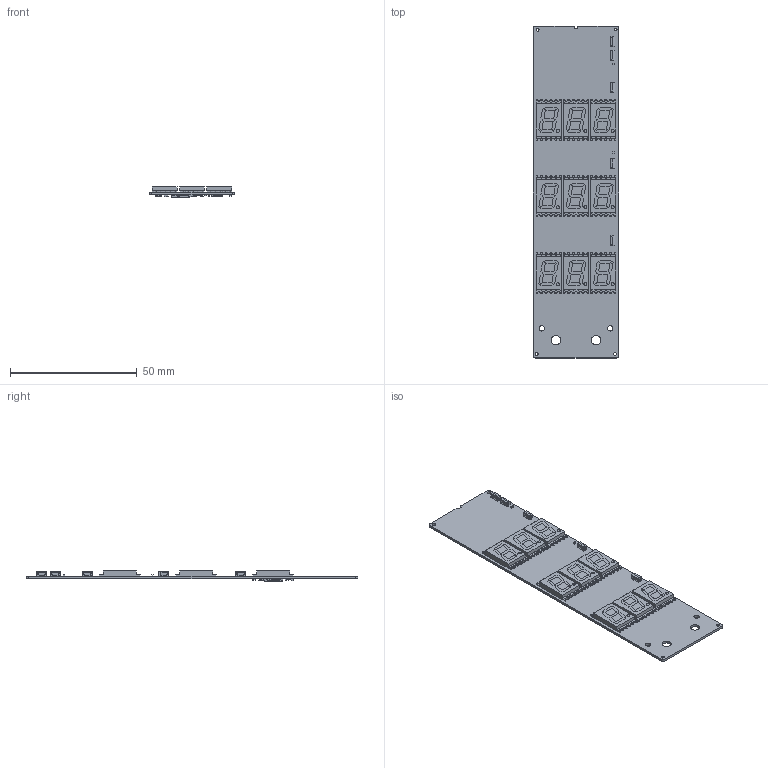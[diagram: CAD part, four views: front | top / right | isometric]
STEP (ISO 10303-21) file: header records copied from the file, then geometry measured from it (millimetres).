
FILE_DESCRIPTION(('KiCad electronic assembly'),'2;1');
FILE_NAME('LEDMatrix.step','2024-06-29T09:42:08',('Pcbnew'),('Kicad'), 'Open CASCADE STEP processor 7.6','KiCad to STEP converter','Unknown' );
FILE_SCHEMA(('AUTOMOTIVE_DESIGN { 1 0 10303 214 1 1 1 1 }'));
Length unit declared in the file: millimetre
Products named in the file (18): LEDMatrix 1; 804297_segment_display_10mm_SMD_VDMx10A1; vdmx10a1; C_0402_1005Metric; LED-SMD_WS2812B-4020; QFN-56-1EP_7x7mm_P0.4mm_EP3.2x3.2mm; QFN_56_1EP_7x7mm_P04mm_EP32x32mm; R_0402_1005Metric; C_0603_1608Metric; Crystal_SMD_3225-4Pin_3.2x2.5mm; QFN-32_L4.0-W4.0-H0.8-P0.40-BL-EP2.8; LEDMatrix_PCB
Assembly tree (59 placements, depth 3):
  LEDMatrix 1
    804297_segment_display_10mm_SMD_VDMx10A1  x9
      vdmx10a1
    C_0402_1005Metric  x20
      C_0402_1005Metric
    LED-SMD_WS2812B-4020  x5
      LED-SMD_WS2812B-4020
    QFN-56-1EP_7x7mm_P0.4mm_EP3.2x3.2mm
      QFN_56_1EP_7x7mm_P04mm_EP32x32mm
    R_0402_1005Metric  x11
      R_0402_1005Metric
    C_0603_1608Metric  x2
      C_0603_1608Metric
    Crystal_SMD_3225-4Pin_3.2x2.5mm
      Crystal_SMD_3225-4Pin_3.2x2.5mm
    QFN-32_L4.0-W4.0-H0.8-P0.40-BL-EP2.8
      QFN-32_L4.0-W4.0-H0.8-P0.40-BL-EP2.8
    LEDMatrix_PCB
Bounding box: 33.83 x 131 x 4.11 mm (x, y, z)
Volume: 6799.9 mm3; surface area: 13370.3 mm2
Topology: 116 solids, 116 shells, 5883 faces, 16110 edges, 10762 vertices
Faces by surface type: plane 4340, cylinder 911, bspline 602, sphere 20, cone 10
Full cylindrical faces by diameter (mm): 0.3 x9, 0.4 x1, 1.152 x4, 1.2 x9, 1.4 x18, 1.55 x18, 1.7 x36, 2.1 x2, 3.7 x2
Entity records: 77084 total; most frequent: CARTESIAN_POINT 15124, ORIENTED_EDGE 11140, DIRECTION 9609, EDGE_CURVE 5570, LINE 4419, VECTOR 4419, VERTEX_POINT 3722, AXIS2_PLACEMENT_3D 2595
